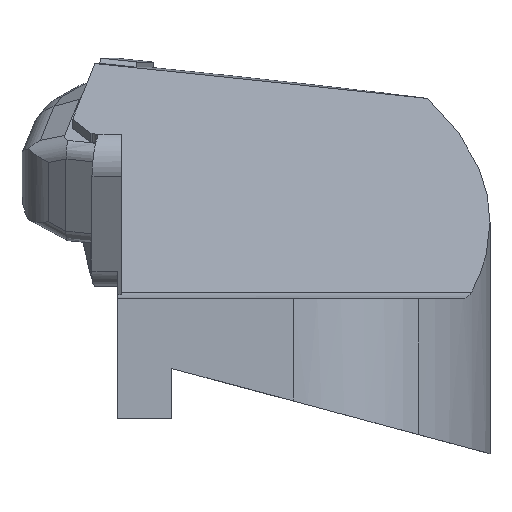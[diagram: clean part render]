
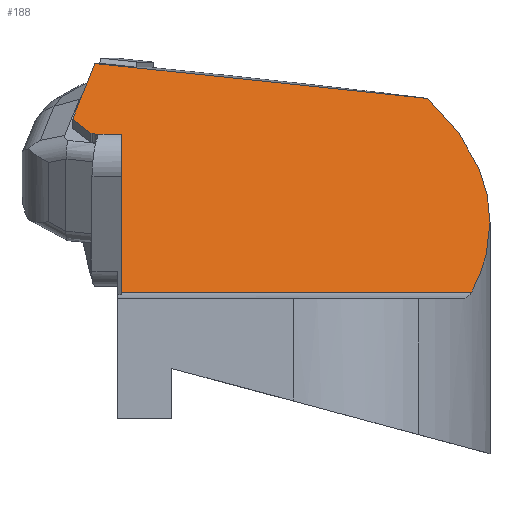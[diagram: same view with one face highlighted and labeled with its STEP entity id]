
A CAD part, left-side view. The second image highlights one B-rep face of the part: STEP entity #188.
In plain terms, the highlighted planar face has unit normal (-0.515, 0, 0.857).
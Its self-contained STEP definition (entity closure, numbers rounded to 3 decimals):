
#188=ADVANCED_FACE('',(#310),#260,.F.);
#260=PLANE('',#1518);
#310=FACE_OUTER_BOUND('',#381,.T.);
#381=EDGE_LOOP('',(#790,#791,#792,#793,#794,#795,#796,#797,#798,#799,#800));
#464=LINE('',#2073,#604);
#488=LINE('',#2136,#628);
#489=LINE('',#2138,#629);
#490=LINE('',#2140,#630);
#491=LINE('',#2143,#631);
#492=LINE('',#2147,#632);
#493=LINE('',#2148,#633);
#494=LINE('',#2150,#634);
#604=VECTOR('',#1654,1.);
#628=VECTOR('',#1694,1.);
#629=VECTOR('',#1697,1.);
#630=VECTOR('',#1698,1.);
#631=VECTOR('',#1701,1.);
#632=VECTOR('',#1704,1.);
#633=VECTOR('',#1705,1.);
#634=VECTOR('',#1706,1.);
#790=ORIENTED_EDGE('',*,*,#1285,.T.);
#791=ORIENTED_EDGE('',*,*,#1319,.T.);
#792=ORIENTED_EDGE('',*,*,#1320,.F.);
#793=ORIENTED_EDGE('',*,*,#1318,.T.);
#794=ORIENTED_EDGE('',*,*,#1321,.F.);
#795=ORIENTED_EDGE('',*,*,#1322,.F.);
#796=ORIENTED_EDGE('',*,*,#1323,.F.);
#797=ORIENTED_EDGE('',*,*,#1324,.T.);
#798=ORIENTED_EDGE('',*,*,#1288,.T.);
#799=ORIENTED_EDGE('',*,*,#1325,.T.);
#800=ORIENTED_EDGE('',*,*,#1326,.T.);
#1148=VERTEX_POINT('',#2038);
#1151=VERTEX_POINT('',#2065);
#1154=VERTEX_POINT('',#2072);
#1155=VERTEX_POINT('',#2074);
#1178=VERTEX_POINT('',#2126);
#1181=VERTEX_POINT('',#2135);
#1182=VERTEX_POINT('',#2139);
#1183=VERTEX_POINT('',#2142);
#1184=VERTEX_POINT('',#2144);
#1185=VERTEX_POINT('',#2146);
#1186=VERTEX_POINT('',#2149);
#1285=EDGE_CURVE('',#1148,#1151,#1471,.T.);
#1288=EDGE_CURVE('',#1155,#1154,#464,.T.);
#1318=EDGE_CURVE('',#1178,#1181,#488,.T.);
#1319=EDGE_CURVE('',#1151,#1182,#489,.T.);
#1320=EDGE_CURVE('',#1178,#1182,#490,.T.);
#1321=EDGE_CURVE('',#1183,#1181,#1473,.T.);
#1322=EDGE_CURVE('',#1184,#1183,#491,.T.);
#1323=EDGE_CURVE('',#1185,#1184,#1474,.T.);
#1324=EDGE_CURVE('',#1185,#1155,#492,.T.);
#1325=EDGE_CURVE('',#1154,#1186,#493,.T.);
#1326=EDGE_CURVE('',#1186,#1148,#494,.T.);
#1471=ELLIPSE('',#1505,0.8,0.8);
#1473=ELLIPSE('',#1516,55.998,48.);
#1474=ELLIPSE('',#1517,55.998,48.);
#1505=AXIS2_PLACEMENT_3D('',#2066,#1648,#1649);
#1516=AXIS2_PLACEMENT_3D('',#2141,#1699,#1700);
#1517=AXIS2_PLACEMENT_3D('',#2145,#1702,#1703);
#1518=AXIS2_PLACEMENT_3D('',#2151,#1707,#1708);
#1648=DIRECTION('',(0.515,0.,-0.857));
#1649=DIRECTION('',(-0.851,0.118,-0.511));
#1654=DIRECTION('',(-0.84,0.201,-0.505));
#1694=DIRECTION('',(0.,-1.,0.));
#1697=DIRECTION('',(0.,-1.,0.));
#1698=DIRECTION('',(0.857,0.,0.515));
#1699=DIRECTION('',(0.515,0.,-0.857));
#1700=DIRECTION('',(-0.857,0.,-0.515));
#1701=DIRECTION('',(-0.857,0.,-0.515));
#1702=DIRECTION('',(0.515,0.,-0.857));
#1703=DIRECTION('',(-0.857,0.,-0.515));
#1704=DIRECTION('',(0.171,0.98,0.103));
#1705=DIRECTION('',(-0.716,-0.55,-0.43));
#1706=DIRECTION('',(-0.172,-0.98,-0.104));
#1707=DIRECTION('',(0.515,0.,-0.857));
#1708=DIRECTION('',(-0.857,0.,-0.515));
#2038=CARTESIAN_POINT('',(19.138,3.258,30.315));
#2065=CARTESIAN_POINT('',(18.923,2.822,30.186));
#2066=CARTESIAN_POINT('',(18.466,3.419,29.911));
#2072=CARTESIAN_POINT('',(22.208,5.789,32.16));
#2073=CARTESIAN_POINT('',(-20.873,16.107,6.274));
#2074=CARTESIAN_POINT('',(34.124,2.936,39.319));
#2126=CARTESIAN_POINT('',(-14.91,-0.5,9.857));
#2135=CARTESIAN_POINT('',(-14.91,-45.626,9.857));
#2136=CARTESIAN_POINT('',(-14.91,50.,9.857));
#2138=CARTESIAN_POINT('',(18.923,-0.5,30.186));
#2139=CARTESIAN_POINT('',(18.923,-0.5,30.186));
#2140=CARTESIAN_POINT('',(-14.91,-0.5,9.857));
#2141=CARTESIAN_POINT('',(0.,0.,
18.816));
#2142=CARTESIAN_POINT('',(0.,-48.,18.816));
#2143=CARTESIAN_POINT('',(84.371,-48.,69.511));
#2144=CARTESIAN_POINT('',(0.001,-48.,18.816));
#2145=CARTESIAN_POINT('',(0.001,0.,18.816));
#2146=CARTESIAN_POINT('',(26.626,-39.939,34.814));
#2147=CARTESIAN_POINT('',(40.066,36.915,42.89));
#2148=CARTESIAN_POINT('',(13.753,-0.715,27.079));
#2149=CARTESIAN_POINT('',(19.172,3.454,30.335));
#2150=CARTESIAN_POINT('',(25.653,40.286,34.23));
#2151=CARTESIAN_POINT('',(-14.91,50.,9.857));
